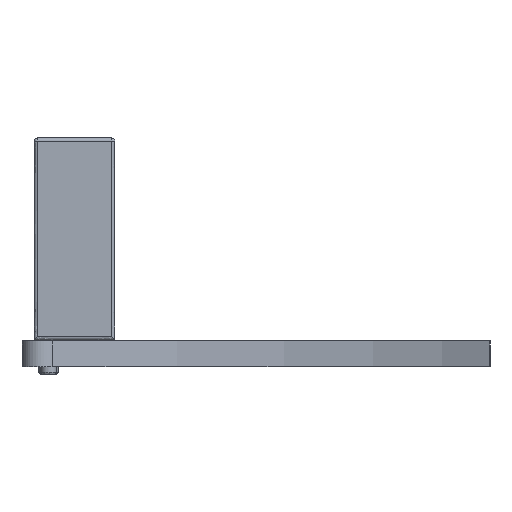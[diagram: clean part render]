
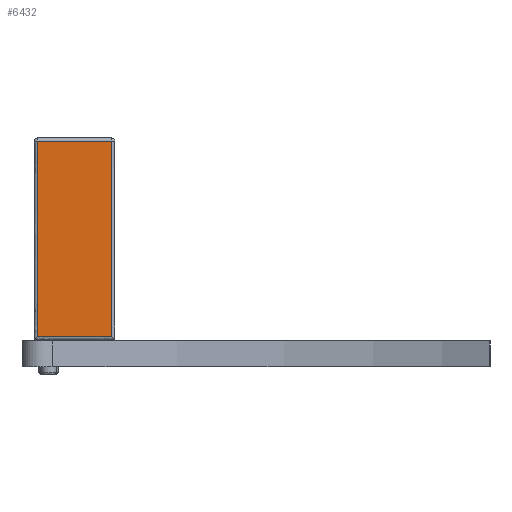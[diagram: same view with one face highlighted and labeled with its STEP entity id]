
A CAD part, left-side view. The second image highlights one B-rep face of the part: STEP entity #6432.
In plain terms, the highlighted free-form (B-spline) face has degree [1, 1] with [2, 2] control points.
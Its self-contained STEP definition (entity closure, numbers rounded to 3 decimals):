
#3629 = ( BOUNDED_SURFACE() B_SPLINE_SURFACE(2,1,(
    (#3630,#3631)
    ,(#3632,#3633)
    ,(#3634,#3635
)),.UNSPECIFIED.,.F.,.F.,.F.) B_SPLINE_SURFACE_WITH_KNOTS((3,3),(2,2),(
    1.571,3.142),(0.2,12.5),
.PIECEWISE_BEZIER_KNOTS.) GEOMETRIC_REPRESENTATION_ITEM() 
RATIONAL_B_SPLINE_SURFACE((
    (1.,1.)
    ,(0.707,0.707)
,(1.,1.))) REPRESENTATION_ITEM('') SURFACE() );
#3630 = CARTESIAN_POINT('',(10.,12.3,2.3));
#3631 = CARTESIAN_POINT('',(10.,0.,2.3));
#3632 = CARTESIAN_POINT('',(10.,12.3,2.5));
#3633 = CARTESIAN_POINT('',(10.,0.,2.5));
#3634 = CARTESIAN_POINT('',(9.8,12.3,2.5));
#3635 = CARTESIAN_POINT('',(9.8,0.,2.5));
#6432 = ADVANCED_FACE('',(#6433),#6446,.F.);
#6433 = FACE_BOUND('',#6434,.F.);
#6434 = EDGE_LOOP('',(#6435,#6470,#6498,#6526));
#6435 = ORIENTED_EDGE('',*,*,#6436,.F.);
#6436 = EDGE_CURVE('',#6437,#6439,#6441,.T.);
#6437 = VERTEX_POINT('',#6438);
#6438 = CARTESIAN_POINT('',(10.,12.3,-2.3));
#6439 = VERTEX_POINT('',#6440);
#6440 = CARTESIAN_POINT('',(10.,12.3,2.3));
#6441 = SURFACE_CURVE('',#6442,(#6445,#6456),.PCURVE_S1.);
#6442 = B_SPLINE_CURVE_WITH_KNOTS('',1,(#6443,#6444),.UNSPECIFIED.,.F.,
  .F.,(2,2),(-4.8,-0.2),.PIECEWISE_BEZIER_KNOTS.);
#6443 = CARTESIAN_POINT('',(10.,12.3,-2.3));
#6444 = CARTESIAN_POINT('',(10.,12.3,2.3));
#6445 = PCURVE('',#6446,#6451);
#6446 = B_SPLINE_SURFACE_WITH_KNOTS('',1,1,(
    (#6447,#6448)
    ,(#6449,#6450
    )),.UNSPECIFIED.,.F.,.F.,.F.,(2,2),(2,2),(0.2,4.8),(-12.3,-0.2),
  .PIECEWISE_BEZIER_KNOTS.);
#6447 = CARTESIAN_POINT('',(10.,0.2,-2.3));
#6448 = CARTESIAN_POINT('',(10.,12.3,-2.3));
#6449 = CARTESIAN_POINT('',(10.,0.2,2.3));
#6450 = CARTESIAN_POINT('',(10.,12.3,2.3));
#6451 = DEFINITIONAL_REPRESENTATION('',(#6452),#6455);
#6452 = B_SPLINE_CURVE_WITH_KNOTS('',1,(#6453,#6454),.UNSPECIFIED.,.F.,
  .F.,(2,2),(-4.8,-0.2),.PIECEWISE_BEZIER_KNOTS.);
#6453 = CARTESIAN_POINT('',(0.2,-0.2));
#6454 = CARTESIAN_POINT('',(4.8,-0.2));
#6455 = ( GEOMETRIC_REPRESENTATION_CONTEXT(2) 
PARAMETRIC_REPRESENTATION_CONTEXT() REPRESENTATION_CONTEXT('2D SPACE',''
  ) );
#6456 = PCURVE('',#6457,#6464);
#6457 = ( BOUNDED_SURFACE() B_SPLINE_SURFACE(2,1,(
    (#6458,#6459)
    ,(#6460,#6461)
    ,(#6462,#6463
)),.UNSPECIFIED.,.F.,.F.,.F.) B_SPLINE_SURFACE_WITH_KNOTS((3,3),(2,2),(
    0.,1.571),(-2.3,2.3),.PIECEWISE_BEZIER_KNOTS.) 
GEOMETRIC_REPRESENTATION_ITEM() RATIONAL_B_SPLINE_SURFACE((
    (1.,1.)
    ,(0.707,0.707)
,(1.,1.))) REPRESENTATION_ITEM('') SURFACE() );
#6458 = CARTESIAN_POINT('',(10.,12.3,-2.3));
#6459 = CARTESIAN_POINT('',(10.,12.3,2.3));
#6460 = CARTESIAN_POINT('',(10.,12.5,-2.3));
#6461 = CARTESIAN_POINT('',(10.,12.5,2.3));
#6462 = CARTESIAN_POINT('',(9.8,12.5,-2.3));
#6463 = CARTESIAN_POINT('',(9.8,12.5,2.3));
#6464 = DEFINITIONAL_REPRESENTATION('',(#6465),#6469);
#6465 = B_SPLINE_CURVE_WITH_KNOTS('',2,(#6466,#6467,#6468),
  .UNSPECIFIED.,.F.,.F.,(3,3),(-4.8,-0.2),.PIECEWISE_BEZIER_KNOTS.);
#6466 = CARTESIAN_POINT('',(0.,-2.3));
#6467 = CARTESIAN_POINT('',(0.,0.));
#6468 = CARTESIAN_POINT('',(0.,2.3));
#6469 = ( GEOMETRIC_REPRESENTATION_CONTEXT(2) 
PARAMETRIC_REPRESENTATION_CONTEXT() REPRESENTATION_CONTEXT('2D SPACE',''
  ) );
#6470 = ORIENTED_EDGE('',*,*,#6471,.F.);
#6471 = EDGE_CURVE('',#6472,#6437,#6474,.T.);
#6472 = VERTEX_POINT('',#6473);
#6473 = CARTESIAN_POINT('',(10.,0.2,-2.3));
#6474 = SURFACE_CURVE('',#6475,(#6478,#6484),.PCURVE_S1.);
#6475 = B_SPLINE_CURVE_WITH_KNOTS('',1,(#6476,#6477),.UNSPECIFIED.,.F.,
  .F.,(2,2),(-12.3,-0.2),.PIECEWISE_BEZIER_KNOTS.);
#6476 = CARTESIAN_POINT('',(10.,0.2,-2.3));
#6477 = CARTESIAN_POINT('',(10.,12.3,-2.3));
#6478 = PCURVE('',#6446,#6479);
#6479 = DEFINITIONAL_REPRESENTATION('',(#6480),#6483);
#6480 = B_SPLINE_CURVE_WITH_KNOTS('',1,(#6481,#6482),.UNSPECIFIED.,.F.,
  .F.,(2,2),(-12.3,-0.2),.PIECEWISE_BEZIER_KNOTS.);
#6481 = CARTESIAN_POINT('',(0.2,-12.3));
#6482 = CARTESIAN_POINT('',(0.2,-0.2));
#6483 = ( GEOMETRIC_REPRESENTATION_CONTEXT(2) 
PARAMETRIC_REPRESENTATION_CONTEXT() REPRESENTATION_CONTEXT('2D SPACE',''
  ) );
#6484 = PCURVE('',#6485,#6492);
#6485 = ( BOUNDED_SURFACE() B_SPLINE_SURFACE(2,1,(
    (#6486,#6487)
    ,(#6488,#6489)
    ,(#6490,#6491
)),.UNSPECIFIED.,.F.,.F.,.F.) B_SPLINE_SURFACE_WITH_KNOTS((3,3),(2,2),(
    0.,1.571),(0.2,12.5),.PIECEWISE_BEZIER_KNOTS.) 
GEOMETRIC_REPRESENTATION_ITEM() RATIONAL_B_SPLINE_SURFACE((
    (1.,1.)
    ,(0.707,0.707)
,(1.,1.))) REPRESENTATION_ITEM('') SURFACE() );
#6486 = CARTESIAN_POINT('',(9.8,12.3,-2.5));
#6487 = CARTESIAN_POINT('',(9.8,0.,-2.5));
#6488 = CARTESIAN_POINT('',(10.,12.3,-2.5));
#6489 = CARTESIAN_POINT('',(10.,0.,-2.5));
#6490 = CARTESIAN_POINT('',(10.,12.3,-2.3));
#6491 = CARTESIAN_POINT('',(10.,0.,-2.3));
#6492 = DEFINITIONAL_REPRESENTATION('',(#6493),#6497);
#6493 = B_SPLINE_CURVE_WITH_KNOTS('',2,(#6494,#6495,#6496),
  .UNSPECIFIED.,.F.,.F.,(3,3),(-12.3,-0.2),.PIECEWISE_BEZIER_KNOTS.);
#6494 = CARTESIAN_POINT('',(1.571,12.3));
#6495 = CARTESIAN_POINT('',(1.571,6.25));
#6496 = CARTESIAN_POINT('',(1.571,0.2));
#6497 = ( GEOMETRIC_REPRESENTATION_CONTEXT(2) 
PARAMETRIC_REPRESENTATION_CONTEXT() REPRESENTATION_CONTEXT('2D SPACE',''
  ) );
#6498 = ORIENTED_EDGE('',*,*,#6499,.F.);
#6499 = EDGE_CURVE('',#6500,#6472,#6502,.T.);
#6500 = VERTEX_POINT('',#6501);
#6501 = CARTESIAN_POINT('',(10.,0.2,2.3));
#6502 = SURFACE_CURVE('',#6503,(#6506,#6512),.PCURVE_S1.);
#6503 = B_SPLINE_CURVE_WITH_KNOTS('',1,(#6504,#6505),.UNSPECIFIED.,.F.,
  .F.,(2,2),(-4.8,-0.2),.PIECEWISE_BEZIER_KNOTS.);
#6504 = CARTESIAN_POINT('',(10.,0.2,2.3));
#6505 = CARTESIAN_POINT('',(10.,0.2,-2.3));
#6506 = PCURVE('',#6446,#6507);
#6507 = DEFINITIONAL_REPRESENTATION('',(#6508),#6511);
#6508 = B_SPLINE_CURVE_WITH_KNOTS('',1,(#6509,#6510),.UNSPECIFIED.,.F.,
  .F.,(2,2),(-4.8,-0.2),.PIECEWISE_BEZIER_KNOTS.);
#6509 = CARTESIAN_POINT('',(4.8,-12.3));
#6510 = CARTESIAN_POINT('',(0.2,-12.3));
#6511 = ( GEOMETRIC_REPRESENTATION_CONTEXT(2) 
PARAMETRIC_REPRESENTATION_CONTEXT() REPRESENTATION_CONTEXT('2D SPACE',''
  ) );
#6512 = PCURVE('',#6513,#6520);
#6513 = ( BOUNDED_SURFACE() B_SPLINE_SURFACE(2,1,(
    (#6514,#6515)
    ,(#6516,#6517)
    ,(#6518,#6519
)),.UNSPECIFIED.,.F.,.F.,.F.) B_SPLINE_SURFACE_WITH_KNOTS((3,3),(2,2),(
    3.142,4.712),(-5.,0.),
.PIECEWISE_BEZIER_KNOTS.) GEOMETRIC_REPRESENTATION_ITEM() 
RATIONAL_B_SPLINE_SURFACE((
    (1.,1.)
    ,(0.707,0.707)
,(1.,1.))) REPRESENTATION_ITEM('') SURFACE() );
#6514 = CARTESIAN_POINT('',(10.,0.2,2.5));
#6515 = CARTESIAN_POINT('',(10.,0.2,-2.5));
#6516 = CARTESIAN_POINT('',(10.,0.,2.5));
#6517 = CARTESIAN_POINT('',(10.,0.,-2.5));
#6518 = CARTESIAN_POINT('',(9.8,0.,2.5));
#6519 = CARTESIAN_POINT('',(9.8,0.,-2.5));
#6520 = DEFINITIONAL_REPRESENTATION('',(#6521),#6525);
#6521 = B_SPLINE_CURVE_WITH_KNOTS('',2,(#6522,#6523,#6524),
  .UNSPECIFIED.,.F.,.F.,(3,3),(-4.8,-0.2),.PIECEWISE_BEZIER_KNOTS.);
#6522 = CARTESIAN_POINT('',(3.142,-4.8));
#6523 = CARTESIAN_POINT('',(3.142,-2.5));
#6524 = CARTESIAN_POINT('',(3.142,-0.2));
#6525 = ( GEOMETRIC_REPRESENTATION_CONTEXT(2) 
PARAMETRIC_REPRESENTATION_CONTEXT() REPRESENTATION_CONTEXT('2D SPACE',''
  ) );
#6526 = ORIENTED_EDGE('',*,*,#6527,.F.);
#6527 = EDGE_CURVE('',#6439,#6500,#6528,.T.);
#6528 = SURFACE_CURVE('',#6529,(#6532,#6538),.PCURVE_S1.);
#6529 = B_SPLINE_CURVE_WITH_KNOTS('',1,(#6530,#6531),.UNSPECIFIED.,.F.,
  .F.,(2,2),(0.2,12.3),.PIECEWISE_BEZIER_KNOTS.);
#6530 = CARTESIAN_POINT('',(10.,12.3,2.3));
#6531 = CARTESIAN_POINT('',(10.,0.2,2.3));
#6532 = PCURVE('',#6446,#6533);
#6533 = DEFINITIONAL_REPRESENTATION('',(#6534),#6537);
#6534 = B_SPLINE_CURVE_WITH_KNOTS('',1,(#6535,#6536),.UNSPECIFIED.,.F.,
  .F.,(2,2),(0.2,12.3),.PIECEWISE_BEZIER_KNOTS.);
#6535 = CARTESIAN_POINT('',(4.8,-0.2));
#6536 = CARTESIAN_POINT('',(4.8,-12.3));
#6537 = ( GEOMETRIC_REPRESENTATION_CONTEXT(2) 
PARAMETRIC_REPRESENTATION_CONTEXT() REPRESENTATION_CONTEXT('2D SPACE',''
  ) );
#6538 = PCURVE('',#3629,#6539);
#6539 = DEFINITIONAL_REPRESENTATION('',(#6540),#6544);
#6540 = B_SPLINE_CURVE_WITH_KNOTS('',2,(#6541,#6542,#6543),
  .UNSPECIFIED.,.F.,.F.,(3,3),(0.2,12.3),.PIECEWISE_BEZIER_KNOTS.);
#6541 = CARTESIAN_POINT('',(1.571,0.2));
#6542 = CARTESIAN_POINT('',(1.571,6.25));
#6543 = CARTESIAN_POINT('',(1.571,12.3));
#6544 = ( GEOMETRIC_REPRESENTATION_CONTEXT(2) 
PARAMETRIC_REPRESENTATION_CONTEXT() REPRESENTATION_CONTEXT('2D SPACE',''
  ) );
